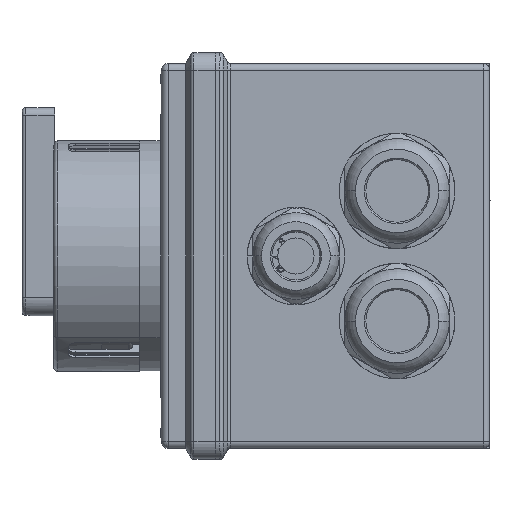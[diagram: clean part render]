
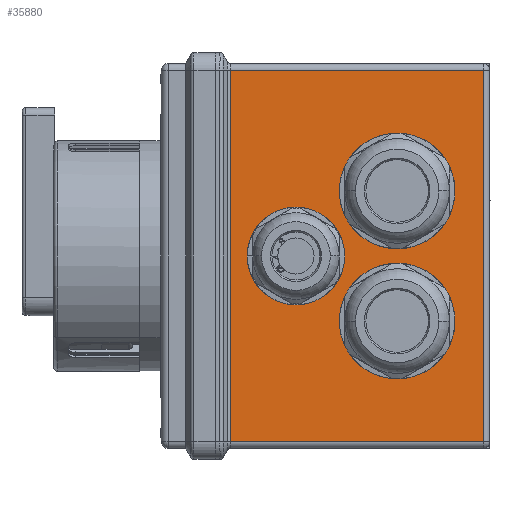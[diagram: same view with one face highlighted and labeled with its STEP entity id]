
A CAD part, left-side view. The second image highlights one B-rep face of the part: STEP entity #35880.
In plain terms, the highlighted planar face has unit normal (-1, 0, 0).
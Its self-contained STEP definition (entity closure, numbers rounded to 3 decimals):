
#1735 = DIRECTION ( 'NONE',  ( 0., 1., 0. ) ) ;
#4659 = CIRCLE ( 'NONE', #62194, 10.25 ) ;
#5973 = EDGE_LOOP ( 'NONE', ( #84916, #105293, #131685, #105712 ) ) ;
#10584 = CARTESIAN_POINT ( 'NONE',  ( -53.2, -50.3, 30.75 ) ) ;
#11839 = EDGE_CURVE ( 'NONE', #86936, #41609, #27460, .T. ) ;
#12052 = DIRECTION ( 'NONE',  ( -1., 0., 0. ) ) ;
#13707 = FACE_BOUND ( 'NONE', #22282, .T. ) ;
#14181 = CARTESIAN_POINT ( 'NONE',  ( -53.2, -50.3, 18. ) ) ;
#15406 = CARTESIAN_POINT ( 'NONE',  ( -53.2, -22.3, 0. ) ) ;
#17181 = EDGE_CURVE ( 'NONE', #86031, #51673, #106263, .T. ) ;
#18470 = AXIS2_PLACEMENT_3D ( 'NONE', #38511, #26698, #40616 ) ;
#18707 = DIRECTION ( 'NONE',  ( -1., 0., 0. ) ) ;
#19504 = VERTEX_POINT ( 'NONE', #145955 ) ;
#20210 = CARTESIAN_POINT ( 'NONE',  ( -53.2, -74.3, 51.4 ) ) ;
#20775 = CARTESIAN_POINT ( 'NONE',  ( -53.2, -50.3, -5.25 ) ) ;
#20806 = DIRECTION ( 'NONE',  ( 0., 0., -1. ) ) ;
#22282 = EDGE_LOOP ( 'NONE', ( #97420, #54262 ) ) ;
#24242 = LINE ( 'NONE', #31490, #105054 ) ;
#25291 = CIRCLE ( 'NONE', #83374, 12.75 ) ;
#25478 = DIRECTION ( 'NONE',  ( 0., 0., -1. ) ) ;
#25877 = CIRCLE ( 'NONE', #119428, 10.25 ) ;
#26698 = DIRECTION ( 'NONE',  ( -1., 0., 0. ) ) ;
#27460 = CIRCLE ( 'NONE', #88891, 12.75 ) ;
#27789 = DIRECTION ( 'NONE',  ( -1., 0., 0. ) ) ;
#30522 = DIRECTION ( 'NONE',  ( 0., 0., 1. ) ) ;
#31490 = CARTESIAN_POINT ( 'NONE',  ( -53.2, -75.8, -51.4 ) ) ;
#33296 = EDGE_CURVE ( 'NONE', #116600, #79380, #25877, .T. ) ;
#35880 = ADVANCED_FACE ( 'NONE', ( #46440, #13707, #140601, #61843 ), #43969, .T. ) ;
#36597 = DIRECTION ( 'NONE',  ( 0., 0., 1. ) ) ;
#38408 = DIRECTION ( 'NONE',  ( 0., 0., -1. ) ) ;
#38511 = CARTESIAN_POINT ( 'NONE',  ( -53.2, -50.3, 18. ) ) ;
#40616 = DIRECTION ( 'NONE',  ( 0., 0., 1. ) ) ;
#41609 = VERTEX_POINT ( 'NONE', #138713 ) ;
#43969 = PLANE ( 'NONE',  #108460 ) ;
#46440 = FACE_BOUND ( 'NONE', #143473, .T. ) ;
#47094 = CARTESIAN_POINT ( 'NONE',  ( -53.2, -50.3, -18. ) ) ;
#49688 = LINE ( 'NONE', #110863, #136199 ) ;
#51673 = VERTEX_POINT ( 'NONE', #20775 ) ;
#52310 = CARTESIAN_POINT ( 'NONE',  ( -53.2, -50.3, -18. ) ) ;
#52448 = DIRECTION ( 'NONE',  ( 0., 0., 1. ) ) ;
#54262 = ORIENTED_EDGE ( 'NONE', *, *, #125214, .F. ) ;
#55114 = ORIENTED_EDGE ( 'NONE', *, *, #67280, .F. ) ;
#57797 = EDGE_CURVE ( 'NONE', #63441, #152916, #63008, .T. ) ;
#61843 = FACE_OUTER_BOUND ( 'NONE', #5973, .T. ) ;
#62194 = AXIS2_PLACEMENT_3D ( 'NONE', #96018, #82541, #145920 ) ;
#63008 = LINE ( 'NONE', #75409, #155386 ) ;
#63163 = DIRECTION ( 'NONE',  ( -1., 0., 0. ) ) ;
#63441 = VERTEX_POINT ( 'NONE', #20210 ) ;
#67280 = EDGE_CURVE ( 'NONE', #51673, #86031, #25291, .T. ) ;
#75409 = CARTESIAN_POINT ( 'NONE',  ( -53.2, -75.8, 51.4 ) ) ;
#79380 = VERTEX_POINT ( 'NONE', #120533 ) ;
#82541 = DIRECTION ( 'NONE',  ( -1., 0., 0. ) ) ;
#83374 = AXIS2_PLACEMENT_3D ( 'NONE', #47094, #144342, #20806 ) ;
#84916 = ORIENTED_EDGE ( 'NONE', *, *, #119913, .T. ) ;
#86031 = VERTEX_POINT ( 'NONE', #121764 ) ;
#86247 = ORIENTED_EDGE ( 'NONE', *, *, #17181, .F. ) ;
#86936 = VERTEX_POINT ( 'NONE', #10584 ) ;
#88891 = AXIS2_PLACEMENT_3D ( 'NONE', #14181, #12052, #30522 ) ;
#89315 = LINE ( 'NONE', #144615, #91204 ) ;
#91204 = VECTOR ( 'NONE', #36597, 1000. ) ;
#96018 = CARTESIAN_POINT ( 'NONE',  ( -53.2, -22.3, 0. ) ) ;
#97420 = ORIENTED_EDGE ( 'NONE', *, *, #11839, .F. ) ;
#101671 = EDGE_CURVE ( 'NONE', #152916, #19504, #49688, .T. ) ;
#105054 = VECTOR ( 'NONE', #129245, 1000. ) ;
#105293 = ORIENTED_EDGE ( 'NONE', *, *, #111275, .T. ) ;
#105712 = ORIENTED_EDGE ( 'NONE', *, *, #101671, .T. ) ;
#106263 = CIRCLE ( 'NONE', #112822, 12.75 ) ;
#108362 = ORIENTED_EDGE ( 'NONE', *, *, #33296, .F. ) ;
#108460 = AXIS2_PLACEMENT_3D ( 'NONE', #131501, #18707, #129918 ) ;
#110863 = CARTESIAN_POINT ( 'NONE',  ( -53.2, -4.172, -53.2 ) ) ;
#111275 = EDGE_CURVE ( 'NONE', #133445, #63441, #89315, .T. ) ;
#112822 = AXIS2_PLACEMENT_3D ( 'NONE', #52310, #63163, #38408 ) ;
#116600 = VERTEX_POINT ( 'NONE', #136440 ) ;
#119428 = AXIS2_PLACEMENT_3D ( 'NONE', #15406, #27789, #52448 ) ;
#119913 = EDGE_CURVE ( 'NONE', #19504, #133445, #24242, .T. ) ;
#120533 = CARTESIAN_POINT ( 'NONE',  ( -53.2, -22.3, -10.25 ) ) ;
#120916 = ORIENTED_EDGE ( 'NONE', *, *, #133711, .F. ) ;
#121764 = CARTESIAN_POINT ( 'NONE',  ( -53.2, -50.3, -30.75 ) ) ;
#125214 = EDGE_CURVE ( 'NONE', #41609, #86936, #134759, .T. ) ;
#129245 = DIRECTION ( 'NONE',  ( 0., -1., 0. ) ) ;
#129918 = DIRECTION ( 'NONE',  ( 0., 0., 1. ) ) ;
#131501 = CARTESIAN_POINT ( 'NONE',  ( -53.2, -75.8, -53.2 ) ) ;
#131685 = ORIENTED_EDGE ( 'NONE', *, *, #57797, .T. ) ;
#133445 = VERTEX_POINT ( 'NONE', #147862 ) ;
#133711 = EDGE_CURVE ( 'NONE', #79380, #116600, #4659, .T. ) ;
#134759 = CIRCLE ( 'NONE', #18470, 12.75 ) ;
#136199 = VECTOR ( 'NONE', #25478, 1000. ) ;
#136440 = CARTESIAN_POINT ( 'NONE',  ( -53.2, -22.3, 10.25 ) ) ;
#138713 = CARTESIAN_POINT ( 'NONE',  ( -53.2, -50.3, 5.25 ) ) ;
#140109 = CARTESIAN_POINT ( 'NONE',  ( -53.2, -4.172, 51.4 ) ) ;
#140601 = FACE_BOUND ( 'NONE', #143383, .T. ) ;
#143383 = EDGE_LOOP ( 'NONE', ( #108362, #120916 ) ) ;
#143473 = EDGE_LOOP ( 'NONE', ( #55114, #86247 ) ) ;
#144342 = DIRECTION ( 'NONE',  ( -1., 0., 0. ) ) ;
#144615 = CARTESIAN_POINT ( 'NONE',  ( -53.2, -74.3, -53.2 ) ) ;
#145920 = DIRECTION ( 'NONE',  ( 0., 0., 1. ) ) ;
#145955 = CARTESIAN_POINT ( 'NONE',  ( -53.2, -4.172, -51.4 ) ) ;
#147862 = CARTESIAN_POINT ( 'NONE',  ( -53.2, -74.3, -51.4 ) ) ;
#152916 = VERTEX_POINT ( 'NONE', #140109 ) ;
#155386 = VECTOR ( 'NONE', #1735, 1000. ) ;
